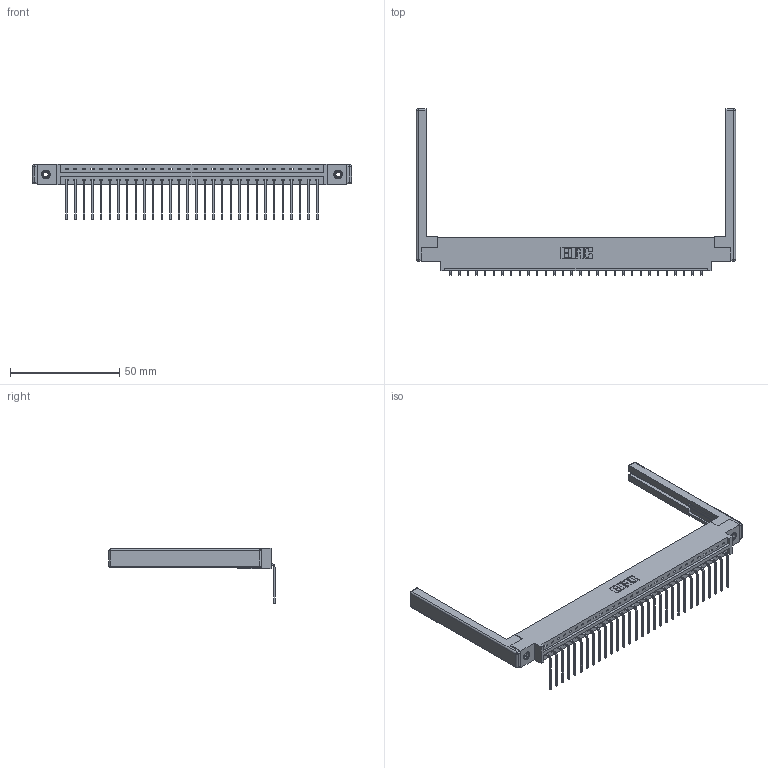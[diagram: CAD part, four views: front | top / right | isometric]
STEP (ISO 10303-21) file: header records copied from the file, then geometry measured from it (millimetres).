
FILE_DESCRIPTION (( 'STEP AP203' ), '1' );
FILE_NAME ('337-030-559-668.STEP', '2019-10-01T00:32:53', ( '' ), ( '' ), 'SwSTEP 2.0', 'SolidWorks 2016', '' );
FILE_SCHEMA (( 'CONFIG_CONTROL_DESIGN' ));
Length unit declared in the file: inch
Products named in the file (5): 345-292-001_558 559 Tail - 1; 345-250-001_345-250-001-102; 337-030-559-668; 337 Part_0.170 Offset - 0.156 Dia-TI; 307-220-068
Assembly tree (35 placements, depth 2):
  337-030-559-668
    337 Part_0.170 Offset - 0.156 Dia-TI
    345-292-001_558 559 Tail - 1  x30
    345-250-001_345-250-001-102  x2
    307-220-068  x2
Bounding box: 146.3 x 76.14 x 25.53 mm (x, y, z)
Volume: 19429.3 mm3; surface area: 20276.2 mm2
Topology: 35 solids, 35 shells, 2192 faces, 6533 edges, 4294 vertices
Faces by surface type: plane 1602, cylinder 566, cone 12, sphere 8, torus 4
Entity records: 26828 total; most frequent: CARTESIAN_POINT 4629, ORIENTED_EDGE 4584, DIRECTION 3994, EDGE_CURVE 2292, VECTOR 2114, LINE 2114, VERTEX_POINT 1518, AXIS2_PLACEMENT_3D 940
